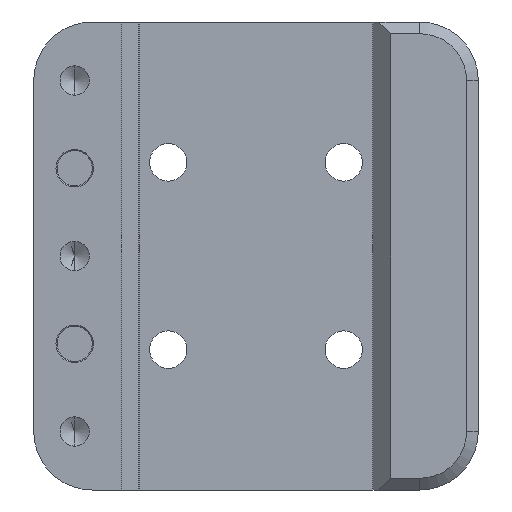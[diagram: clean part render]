
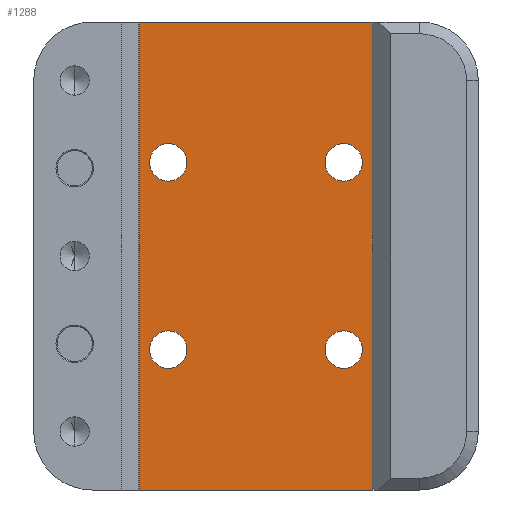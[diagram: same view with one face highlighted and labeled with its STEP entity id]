
A CAD part, front view. The second image highlights one B-rep face of the part: STEP entity #1288.
In plain terms, the highlighted planar face has unit normal (0, -1, 0).
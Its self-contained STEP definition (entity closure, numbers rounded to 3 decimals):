
#63 = VERTEX_POINT ( 'NONE', #1144 ) ;
#86 = CARTESIAN_POINT ( 'NONE',  ( -7.5, -6., 8. ) ) ;
#108 = EDGE_CURVE ( 'NONE', #461, #835, #2886, .T. ) ;
#109 = DIRECTION ( 'NONE',  ( 1., 0., 0. ) ) ;
#140 = CARTESIAN_POINT ( 'NONE',  ( 10., -6., 20. ) ) ;
#181 = DIRECTION ( 'NONE',  ( 0., 0., 1. ) ) ;
#183 = CIRCLE ( 'NONE', #904, 1.6 ) ;
#223 = CARTESIAN_POINT ( 'NONE',  ( 7.5, -6., 9.6 ) ) ;
#225 = CARTESIAN_POINT ( 'NONE',  ( 10., -6., -20. ) ) ;
#232 = CIRCLE ( 'NONE', #577, 1.6 ) ;
#278 = EDGE_LOOP ( 'NONE', ( #654, #2925 ) ) ;
#283 = DIRECTION ( 'NONE',  ( 0., 0., -1. ) ) ;
#335 = AXIS2_PLACEMENT_3D ( 'NONE', #1132, #2070, #3041 ) ;
#351 = VECTOR ( 'NONE', #181, 1000. ) ;
#352 = EDGE_CURVE ( 'NONE', #1679, #2315, #2538, .T. ) ;
#361 = DIRECTION ( 'NONE',  ( 0., 0., -1. ) ) ;
#427 = LINE ( 'NONE', #1870, #351 ) ;
#452 = DIRECTION ( 'NONE',  ( 1., 0., 0. ) ) ;
#461 = VERTEX_POINT ( 'NONE', #2479 ) ;
#501 = EDGE_LOOP ( 'NONE', ( #2068, #1231 ) ) ;
#519 = ORIENTED_EDGE ( 'NONE', *, *, #2709, .F. ) ;
#530 = VERTEX_POINT ( 'NONE', #1993 ) ;
#577 = AXIS2_PLACEMENT_3D ( 'NONE', #1860, #1380, #847 ) ;
#583 = EDGE_CURVE ( 'NONE', #2807, #2331, #873, .T. ) ;
#592 = CIRCLE ( 'NONE', #2639, 1.6 ) ;
#617 = EDGE_LOOP ( 'NONE', ( #1454, #519, #2535, #3158 ) ) ;
#654 = ORIENTED_EDGE ( 'NONE', *, *, #2483, .F. ) ;
#679 = PLANE ( 'NONE',  #932 ) ;
#698 = FACE_BOUND ( 'NONE', #2317, .T. ) ;
#791 = VECTOR ( 'NONE', #452, 1000. ) ;
#802 = AXIS2_PLACEMENT_3D ( 'NONE', #1587, #2854, #1105 ) ;
#803 = CARTESIAN_POINT ( 'NONE',  ( -7.5, -6., -9.6 ) ) ;
#827 = ORIENTED_EDGE ( 'NONE', *, *, #1060, .F. ) ;
#835 = VERTEX_POINT ( 'NONE', #225 ) ;
#842 = ORIENTED_EDGE ( 'NONE', *, *, #3131, .F. ) ;
#847 = DIRECTION ( 'NONE',  ( 0., 0., -1. ) ) ;
#873 = CIRCLE ( 'NONE', #1692, 1.6 ) ;
#904 = AXIS2_PLACEMENT_3D ( 'NONE', #1810, #2266, #1505 ) ;
#912 = AXIS2_PLACEMENT_3D ( 'NONE', #1577, #2260, #361 ) ;
#932 = AXIS2_PLACEMENT_3D ( 'NONE', #1673, #1702, #2390 ) ;
#967 = FACE_BOUND ( 'NONE', #278, .T. ) ;
#1054 = CARTESIAN_POINT ( 'NONE',  ( -7.5, -6., 8. ) ) ;
#1060 = EDGE_CURVE ( 'NONE', #530, #1838, #2539, .T. ) ;
#1094 = CARTESIAN_POINT ( 'NONE',  ( -10., -6., 20. ) ) ;
#1105 = DIRECTION ( 'NONE',  ( 0., 0., -1. ) ) ;
#1132 = CARTESIAN_POINT ( 'NONE',  ( 7.5, -6., 8. ) ) ;
#1144 = CARTESIAN_POINT ( 'NONE',  ( -7.5, -6., -6.4 ) ) ;
#1231 = ORIENTED_EDGE ( 'NONE', *, *, #2929, .F. ) ;
#1288 = ADVANCED_FACE ( 'NONE', ( #967, #3155, #698, #2883, #1946 ), #679, .T. ) ;
#1323 = ORIENTED_EDGE ( 'NONE', *, *, #2283, .F. ) ;
#1355 = ORIENTED_EDGE ( 'NONE', *, *, #2650, .F. ) ;
#1380 = DIRECTION ( 'NONE',  ( 0., -1., 0. ) ) ;
#1400 = CARTESIAN_POINT ( 'NONE',  ( -10., -6., -20. ) ) ;
#1405 = VERTEX_POINT ( 'NONE', #803 ) ;
#1454 = ORIENTED_EDGE ( 'NONE', *, *, #1998, .F. ) ;
#1494 = CARTESIAN_POINT ( 'NONE',  ( 7.5, -6., -9.6 ) ) ;
#1505 = DIRECTION ( 'NONE',  ( 0., 0., -1. ) ) ;
#1524 = CIRCLE ( 'NONE', #2300, 1.6 ) ;
#1564 = DIRECTION ( 'NONE',  ( 0., -1., 0. ) ) ;
#1577 = CARTESIAN_POINT ( 'NONE',  ( 7.5, -6., -8. ) ) ;
#1587 = CARTESIAN_POINT ( 'NONE',  ( -7.5, -6., -8. ) ) ;
#1628 = DIRECTION ( 'NONE',  ( 0., -1., 0. ) ) ;
#1664 = CARTESIAN_POINT ( 'NONE',  ( -7.5, -6., -8. ) ) ;
#1673 = CARTESIAN_POINT ( 'NONE',  ( -10., -6., -20. ) ) ;
#1679 = VERTEX_POINT ( 'NONE', #223 ) ;
#1692 = AXIS2_PLACEMENT_3D ( 'NONE', #86, #1564, #2561 ) ;
#1702 = DIRECTION ( 'NONE',  ( 0., -1., 0. ) ) ;
#1810 = CARTESIAN_POINT ( 'NONE',  ( 7.5, -6., 8. ) ) ;
#1838 = VERTEX_POINT ( 'NONE', #1494 ) ;
#1846 = CARTESIAN_POINT ( 'NONE',  ( -10., -6., -20. ) ) ;
#1860 = CARTESIAN_POINT ( 'NONE',  ( 7.5, -6., -8. ) ) ;
#1870 = CARTESIAN_POINT ( 'NONE',  ( 10., -6., -20. ) ) ;
#1916 = DIRECTION ( 'NONE',  ( 0., 0., -1. ) ) ;
#1946 = FACE_OUTER_BOUND ( 'NONE', #617, .T. ) ;
#1981 = VECTOR ( 'NONE', #109, 1000. ) ;
#1993 = CARTESIAN_POINT ( 'NONE',  ( 7.5, -6., -6.4 ) ) ;
#1998 = EDGE_CURVE ( 'NONE', #2005, #2692, #2092, .T. ) ;
#2005 = VERTEX_POINT ( 'NONE', #1094 ) ;
#2068 = ORIENTED_EDGE ( 'NONE', *, *, #583, .F. ) ;
#2070 = DIRECTION ( 'NONE',  ( 0., -1., 0. ) ) ;
#2092 = LINE ( 'NONE', #2825, #1981 ) ;
#2188 = CIRCLE ( 'NONE', #802, 1.6 ) ;
#2260 = DIRECTION ( 'NONE',  ( 0., -1., 0. ) ) ;
#2266 = DIRECTION ( 'NONE',  ( 0., -1., 0. ) ) ;
#2283 = EDGE_CURVE ( 'NONE', #63, #1405, #1524, .T. ) ;
#2300 = AXIS2_PLACEMENT_3D ( 'NONE', #1664, #1628, #1916 ) ;
#2315 = VERTEX_POINT ( 'NONE', #2347 ) ;
#2317 = EDGE_LOOP ( 'NONE', ( #842, #827 ) ) ;
#2331 = VERTEX_POINT ( 'NONE', #2602 ) ;
#2347 = CARTESIAN_POINT ( 'NONE',  ( 7.5, -6., 6.4 ) ) ;
#2367 = EDGE_CURVE ( 'NONE', #835, #2692, #427, .T. ) ;
#2390 = DIRECTION ( 'NONE',  ( 0., 0., -1. ) ) ;
#2479 = CARTESIAN_POINT ( 'NONE',  ( -10., -6., -20. ) ) ;
#2483 = EDGE_CURVE ( 'NONE', #2315, #1679, #183, .T. ) ;
#2535 = ORIENTED_EDGE ( 'NONE', *, *, #108, .T. ) ;
#2538 = CIRCLE ( 'NONE', #335, 1.6 ) ;
#2539 = CIRCLE ( 'NONE', #912, 1.6 ) ;
#2561 = DIRECTION ( 'NONE',  ( 0., 0., -1. ) ) ;
#2597 = DIRECTION ( 'NONE',  ( 0., 0., 1. ) ) ;
#2602 = CARTESIAN_POINT ( 'NONE',  ( -7.5, -6., 9.6 ) ) ;
#2639 = AXIS2_PLACEMENT_3D ( 'NONE', #1054, #2752, #283 ) ;
#2650 = EDGE_CURVE ( 'NONE', #1405, #63, #2188, .T. ) ;
#2692 = VERTEX_POINT ( 'NONE', #140 ) ;
#2709 = EDGE_CURVE ( 'NONE', #461, #2005, #3056, .T. ) ;
#2752 = DIRECTION ( 'NONE',  ( 0., -1., 0. ) ) ;
#2795 = VECTOR ( 'NONE', #2597, 1000. ) ;
#2807 = VERTEX_POINT ( 'NONE', #3176 ) ;
#2825 = CARTESIAN_POINT ( 'NONE',  ( -10., -6., 20. ) ) ;
#2854 = DIRECTION ( 'NONE',  ( 0., -1., 0. ) ) ;
#2883 = FACE_BOUND ( 'NONE', #501, .T. ) ;
#2886 = LINE ( 'NONE', #1846, #791 ) ;
#2925 = ORIENTED_EDGE ( 'NONE', *, *, #352, .F. ) ;
#2929 = EDGE_CURVE ( 'NONE', #2331, #2807, #592, .T. ) ;
#3041 = DIRECTION ( 'NONE',  ( 0., 0., -1. ) ) ;
#3056 = LINE ( 'NONE', #1400, #2795 ) ;
#3131 = EDGE_CURVE ( 'NONE', #1838, #530, #232, .T. ) ;
#3153 = EDGE_LOOP ( 'NONE', ( #1355, #1323 ) ) ;
#3155 = FACE_BOUND ( 'NONE', #3153, .T. ) ;
#3158 = ORIENTED_EDGE ( 'NONE', *, *, #2367, .T. ) ;
#3176 = CARTESIAN_POINT ( 'NONE',  ( -7.5, -6., 6.4 ) ) ;
